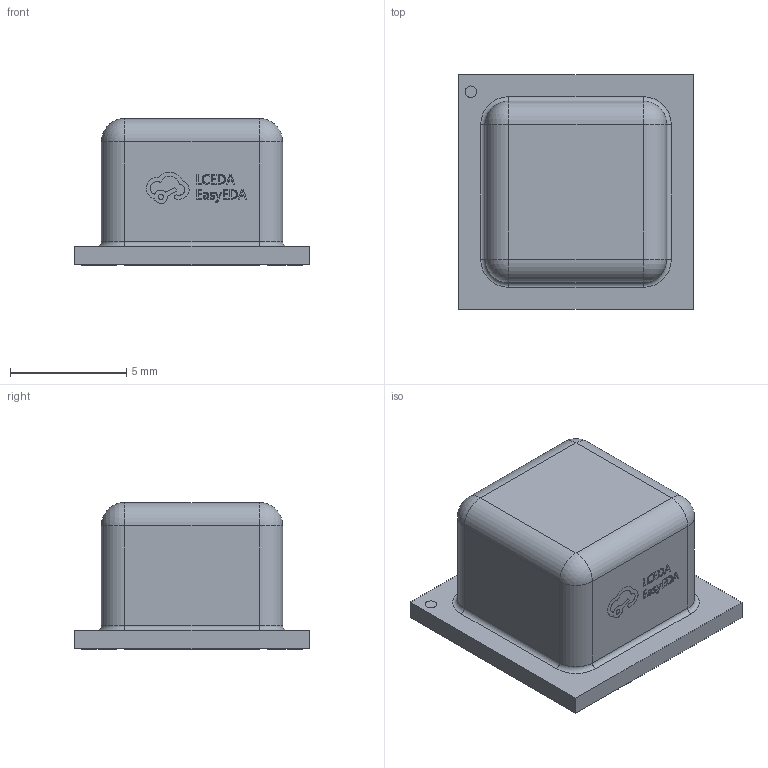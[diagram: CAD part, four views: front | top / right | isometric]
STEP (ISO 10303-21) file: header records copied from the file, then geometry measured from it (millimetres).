
FILE_DESCRIPTION (( 'STEP AP214' ), '1' );
FILE_NAME ('LGA-20_L10.1-W10.1-P1.25-TL.step', '2022-07-04T13:26:12', ( '' ), ( '' ), 'SwSTEP 2.0', 'SolidWorks 2020', '' );
FILE_SCHEMA (( 'AUTOMOTIVE_DESIGN' ));
Length unit declared in the file: millimetre
Products named in the file (1): LGA-20_L10.1-W10.1-P1.25-TL
Bounding box: 10.1 x 10.1 x 6.32 mm (x, y, z)
Volume: 406.7 mm3; surface area: 385.1 mm2
Topology: 1 solids, 1 shells, 423 faces, 1100 edges, 724 vertices
Faces by surface type: plane 289, bspline 112, cylinder 14, sphere 4, torus 4
Entity records: 18641 total; most frequent: CARTESIAN_POINT 4348, ORIENTED_EDGE 2192, DIRECTION 1524, EDGE_CURVE 1096, LINE 836, VECTOR 836, VERTEX_POINT 724, EDGE_LOOP 472
